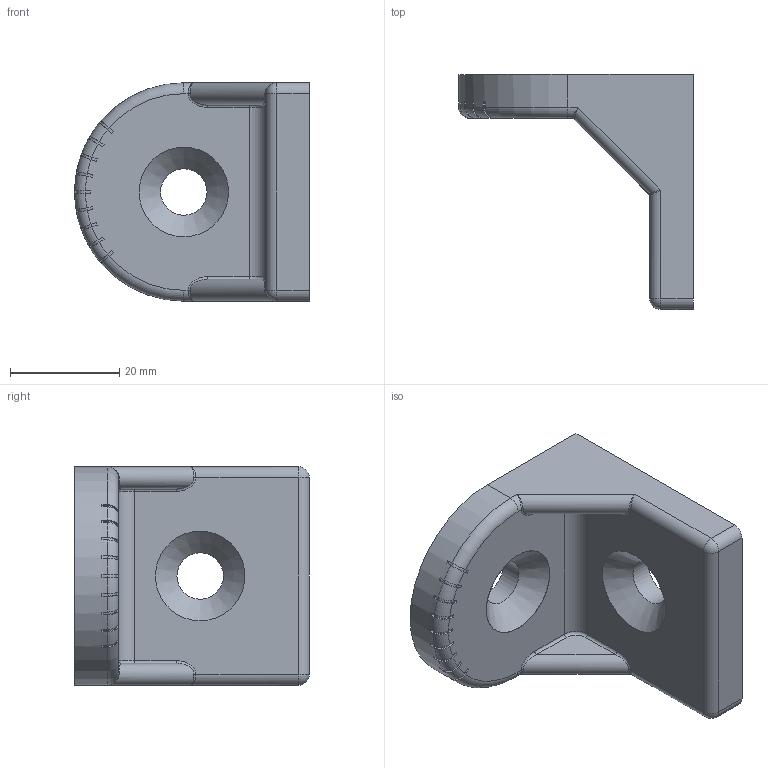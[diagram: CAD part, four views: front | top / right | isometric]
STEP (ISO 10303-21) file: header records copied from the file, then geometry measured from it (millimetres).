
FILE_DESCRIPTION(/* description */ (''),/* implementation_level */ '2;1');
FILE_NAME(/* name */ '81531_KriTec_Drehwinkel_10.stp',/* time_stamp */ '2017-06-21T11:42:12+02:00',/* author */ ('Steiner'),/* organization */ (''),/* preprocessor_version */ 'ST-DEVELOPER v16.1',/* originating_system */ 'Autodesk Inventor 2016',/* authorisation */ ' ');
FILE_SCHEMA (('AUTOMOTIVE_DESIGN { 1 0 10303 214 3 1 1 }'));
Length unit declared in the file: millimetre
Products named in the file (1): 81531_KriTec_Drehwinkel_10
Bounding box: 43 x 43 x 40 mm (x, y, z)
Volume: 17273.9 mm3; surface area: 10019.7 mm2
Topology: 1 solids, 1 shells, 315 faces, 769 edges, 448 vertices
Faces by surface type: plane 95, cylinder 54, cone 52, sphere 40, torus 38, bspline 36
Full cylindrical faces by diameter (mm): 8.5 x2, 16.4 x2
Entity records: 9725 total; most frequent: CARTESIAN_POINT 2213, DIRECTION 1657, ORIENTED_EDGE 1398, EDGE_CURVE 699, AXIS2_PLACEMENT_3D 698, VERTEX_POINT 432, CIRCLE 366, EDGE_LOOP 365
